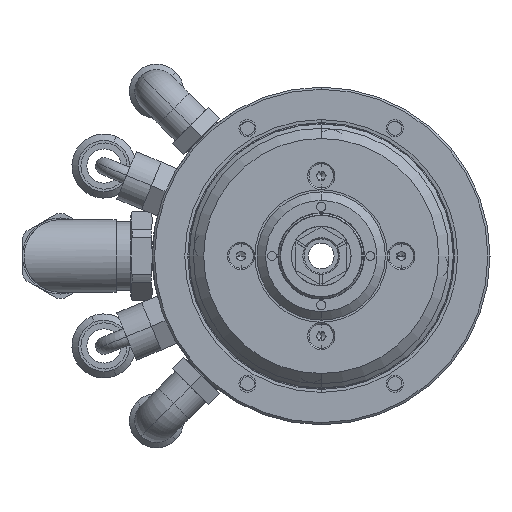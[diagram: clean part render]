
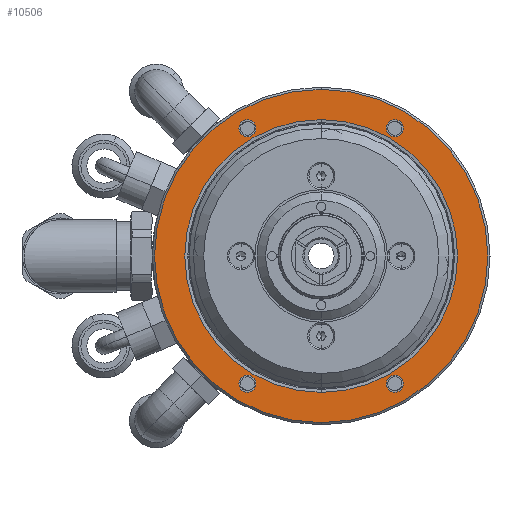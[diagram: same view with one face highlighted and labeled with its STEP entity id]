
A CAD part, left-side view. The second image highlights one B-rep face of the part: STEP entity #10506.
In plain terms, the highlighted planar face has unit normal (-1, 0, 0).
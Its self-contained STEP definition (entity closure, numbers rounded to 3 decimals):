
#618 = CIRCLE ( 'NONE', #850, 2. ) ;
#644 = CARTESIAN_POINT ( 'NONE',  ( -26.122, -10.597, 29.878 ) ) ;
#716 = CARTESIAN_POINT ( 'NONE',  ( -26.122, 6.653, 39. ) ) ;
#717 = CARTESIAN_POINT ( 'NONE',  ( -26.122, 6.653, 31.917 ) ) ;
#745 = CARTESIAN_POINT ( 'NONE',  ( -26.122, -10.597, 31.878 ) ) ;
#755 = DIRECTION ( 'NONE',  ( 0., 0., -1. ) ) ;
#760 = DIRECTION ( 'NONE',  ( 1., 0., 0. ) ) ;
#850 = AXIS2_PLACEMENT_3D ( 'NONE', #644, #760, #755 ) ;
#1147 = CARTESIAN_POINT ( 'NONE',  ( -26.122, -10.597, 27.878 ) ) ;
#1380 = AXIS2_PLACEMENT_3D ( 'NONE', #1508, #1507, #1506 ) ;
#1386 = CIRCLE ( 'NONE', #1380, 2. ) ;
#1487 = CARTESIAN_POINT ( 'NONE',  ( -26.122, 6.653, 0. ) ) ;
#1488 = DIRECTION ( 'NONE',  ( 0., 0., -1. ) ) ;
#1489 = DIRECTION ( 'NONE',  ( -1., 0., 0. ) ) ;
#1490 = AXIS2_PLACEMENT_3D ( 'NONE', #1511, #1489, #1488 ) ;
#1492 = CIRCLE ( 'NONE', #1549, 31.917 ) ;
#1497 = CARTESIAN_POINT ( 'NONE',  ( -26.122, -10.597, -31.878 ) ) ;
#1499 = DIRECTION ( 'NONE',  ( 0., 0., -1. ) ) ;
#1500 = DIRECTION ( 'NONE',  ( 1., 0., 0. ) ) ;
#1501 = CARTESIAN_POINT ( 'NONE',  ( -26.122, 23.903, 29.878 ) ) ;
#1502 = AXIS2_PLACEMENT_3D ( 'NONE', #1501, #1500, #1499 ) ;
#1503 = CIRCLE ( 'NONE', #1502, 2. ) ;
#1506 = DIRECTION ( 'NONE',  ( 0., 0., -1. ) ) ;
#1507 = DIRECTION ( 'NONE',  ( 1., 0., 0. ) ) ;
#1508 = CARTESIAN_POINT ( 'NONE',  ( -26.122, 23.903, -29.878 ) ) ;
#1511 = CARTESIAN_POINT ( 'NONE',  ( -26.122, 6.653, 0. ) ) ;
#1514 = CIRCLE ( 'NONE', #1490, 39. ) ;
#1531 = CARTESIAN_POINT ( 'NONE',  ( -26.122, -10.597, -27.878 ) ) ;
#1532 = CARTESIAN_POINT ( 'NONE',  ( -26.122, 6.653, -39. ) ) ;
#1541 = CARTESIAN_POINT ( 'NONE',  ( -26.122, 23.903, -31.878 ) ) ;
#1547 = DIRECTION ( 'NONE',  ( 0., 0., 1. ) ) ;
#1548 = DIRECTION ( 'NONE',  ( -1., 0., 0. ) ) ;
#1549 = AXIS2_PLACEMENT_3D ( 'NONE', #1487, #1548, #1547 ) ;
#1608 = CARTESIAN_POINT ( 'NONE',  ( -26.122, 23.903, 31.878 ) ) ;
#1792 = CARTESIAN_POINT ( 'NONE',  ( -26.122, 6.653, -31.917 ) ) ;
#1807 = CIRCLE ( 'NONE', #1992, 2. ) ;
#1990 = DIRECTION ( 'NONE',  ( 0., 0., -1. ) ) ;
#1991 = DIRECTION ( 'NONE',  ( 1., 0., 0. ) ) ;
#1992 = AXIS2_PLACEMENT_3D ( 'NONE', #1998, #1991, #1990 ) ;
#1993 = CARTESIAN_POINT ( 'NONE',  ( -26.122, 23.903, -27.878 ) ) ;
#1994 = CARTESIAN_POINT ( 'NONE',  ( -26.122, 23.903, 27.878 ) ) ;
#1998 = CARTESIAN_POINT ( 'NONE',  ( -26.122, -10.597, -29.878 ) ) ;
#2004 = CARTESIAN_POINT ( 'NONE',  ( -26.122, 23.903, -29.878 ) ) ;
#2049 = DIRECTION ( 'NONE',  ( 0., 0., -1. ) ) ;
#2050 = DIRECTION ( 'NONE',  ( 1., 0., 0. ) ) ;
#2051 = AXIS2_PLACEMENT_3D ( 'NONE', #2004, #2050, #2049 ) ;
#2070 = CIRCLE ( 'NONE', #2124, 31.917 ) ;
#2108 = CIRCLE ( 'NONE', #2051, 2. ) ;
#2113 = DIRECTION ( 'NONE',  ( 0., 0., 1. ) ) ;
#2114 = DIRECTION ( 'NONE',  ( -1., 0., 0. ) ) ;
#2115 = CARTESIAN_POINT ( 'NONE',  ( -26.122, 6.653, 0. ) ) ;
#2124 = AXIS2_PLACEMENT_3D ( 'NONE', #2115, #2114, #2113 ) ;
#2149 = DIRECTION ( 'NONE',  ( 0., 0., -1. ) ) ;
#2150 = DIRECTION ( 'NONE',  ( 1., 0., 0. ) ) ;
#2155 = CARTESIAN_POINT ( 'NONE',  ( -26.122, 23.903, 29.878 ) ) ;
#2156 = AXIS2_PLACEMENT_3D ( 'NONE', #2155, #2150, #2149 ) ;
#2161 = CIRCLE ( 'NONE', #2156, 2. ) ;
#2401 = CIRCLE ( 'NONE', #2552, 39. ) ;
#2525 = AXIS2_PLACEMENT_3D ( 'NONE', #2602, #2606, #2589 ) ;
#2532 = PLANE ( 'NONE',  #2619 ) ;
#2545 = FACE_BOUND ( 'NONE', #10537, .T. ) ;
#2549 = FACE_BOUND ( 'NONE', #10312, .T. ) ;
#2550 = DIRECTION ( 'NONE',  ( 0., 0., -1. ) ) ;
#2551 = DIRECTION ( 'NONE',  ( -1., 0., 0. ) ) ;
#2552 = AXIS2_PLACEMENT_3D ( 'NONE', #2629, #2551, #2550 ) ;
#2589 = DIRECTION ( 'NONE',  ( 0., 0., -1. ) ) ;
#2592 = DIRECTION ( 'NONE',  ( 0., 0., -1. ) ) ;
#2593 = DIRECTION ( 'NONE',  ( 1., 0., 0. ) ) ;
#2594 = CARTESIAN_POINT ( 'NONE',  ( -26.122, -10.597, 29.878 ) ) ;
#2595 = AXIS2_PLACEMENT_3D ( 'NONE', #2594, #2593, #2592 ) ;
#2599 = DIRECTION ( 'NONE',  ( 0., 0., -1. ) ) ;
#2600 = DIRECTION ( 'NONE',  ( 1., 0., 0. ) ) ;
#2601 = CARTESIAN_POINT ( 'NONE',  ( -26.122, 46.153, 0. ) ) ;
#2602 = CARTESIAN_POINT ( 'NONE',  ( -26.122, -10.597, -29.878 ) ) ;
#2605 = CIRCLE ( 'NONE', #2595, 2. ) ;
#2606 = DIRECTION ( 'NONE',  ( 1., 0., 0. ) ) ;
#2607 = CIRCLE ( 'NONE', #2525, 2. ) ;
#2608 = FACE_OUTER_BOUND ( 'NONE', #10505, .T. ) ;
#2614 = FACE_BOUND ( 'NONE', #10481, .T. ) ;
#2615 = FACE_BOUND ( 'NONE', #10473, .T. ) ;
#2619 = AXIS2_PLACEMENT_3D ( 'NONE', #2601, #2600, #2599 ) ;
#2621 = FACE_BOUND ( 'NONE', #10510, .T. ) ;
#2629 = CARTESIAN_POINT ( 'NONE',  ( -26.122, 6.653, 0. ) ) ;
#9736 = EDGE_CURVE ( 'NONE', #9743, #9974, #618, .T. ) ;
#9743 = VERTEX_POINT ( 'NONE', #745 ) ;
#9759 = VERTEX_POINT ( 'NONE', #717 ) ;
#9974 = VERTEX_POINT ( 'NONE', #1147 ) ;
#10057 = EDGE_CURVE ( 'NONE', #10261, #10075, #1386, .T. ) ;
#10060 = EDGE_CURVE ( 'NONE', #10120, #10259, #1503, .T. ) ;
#10063 = EDGE_CURVE ( 'NONE', #10091, #10076, #1514, .T. ) ;
#10065 = VERTEX_POINT ( 'NONE', #1497 ) ;
#10067 = EDGE_CURVE ( 'NONE', #10264, #9759, #1492, .T. ) ;
#10075 = VERTEX_POINT ( 'NONE', #1541 ) ;
#10076 = VERTEX_POINT ( 'NONE', #1532 ) ;
#10088 = VERTEX_POINT ( 'NONE', #1531 ) ;
#10091 = VERTEX_POINT ( 'NONE', #716 ) ;
#10120 = VERTEX_POINT ( 'NONE', #1608 ) ;
#10258 = EDGE_CURVE ( 'NONE', #10088, #10065, #1807, .T. ) ;
#10259 = VERTEX_POINT ( 'NONE', #1994 ) ;
#10261 = VERTEX_POINT ( 'NONE', #1993 ) ;
#10264 = VERTEX_POINT ( 'NONE', #1792 ) ;
#10312 = EDGE_LOOP ( 'NONE', ( #10475, #10478 ) ) ;
#10313 = ORIENTED_EDGE ( 'NONE', *, *, #10063, .T. ) ;
#10336 = ORIENTED_EDGE ( 'NONE', *, *, #9736, .T. ) ;
#10337 = ORIENTED_EDGE ( 'NONE', *, *, #10509, .T. ) ;
#10365 = EDGE_CURVE ( 'NONE', #10075, #10261, #2108, .T. ) ;
#10392 = EDGE_CURVE ( 'NONE', #10259, #10120, #2161, .T. ) ;
#10419 = EDGE_CURVE ( 'NONE', #9759, #10264, #2070, .T. ) ;
#10470 = ORIENTED_EDGE ( 'NONE', *, *, #10258, .T. ) ;
#10471 = ORIENTED_EDGE ( 'NONE', *, *, #10057, .T. ) ;
#10472 = ORIENTED_EDGE ( 'NONE', *, *, #10365, .T. ) ;
#10473 = EDGE_LOOP ( 'NONE', ( #10472, #10471 ) ) ;
#10474 = ORIENTED_EDGE ( 'NONE', *, *, #10477, .T. ) ;
#10475 = ORIENTED_EDGE ( 'NONE', *, *, #10419, .F. ) ;
#10477 = EDGE_CURVE ( 'NONE', #10076, #10091, #2401, .T. ) ;
#10478 = ORIENTED_EDGE ( 'NONE', *, *, #10067, .F. ) ;
#10480 = ORIENTED_EDGE ( 'NONE', *, *, #10060, .T. ) ;
#10481 = EDGE_LOOP ( 'NONE', ( #10507, #10470 ) ) ;
#10505 = EDGE_LOOP ( 'NONE', ( #10474, #10313 ) ) ;
#10506 = ADVANCED_FACE ( 'NONE', ( #2545, #2621, #2614, #2615, #2608, #2549 ), #2532, .F. ) ;
#10507 = ORIENTED_EDGE ( 'NONE', *, *, #10511, .T. ) ;
#10508 = ORIENTED_EDGE ( 'NONE', *, *, #10392, .T. ) ;
#10509 = EDGE_CURVE ( 'NONE', #9974, #9743, #2605, .T. ) ;
#10510 = EDGE_LOOP ( 'NONE', ( #10337, #10336 ) ) ;
#10511 = EDGE_CURVE ( 'NONE', #10065, #10088, #2607, .T. ) ;
#10537 = EDGE_LOOP ( 'NONE', ( #10508, #10480 ) ) ;
